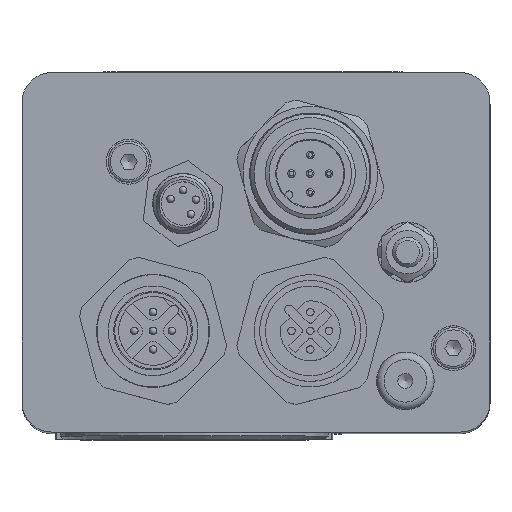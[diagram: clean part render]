
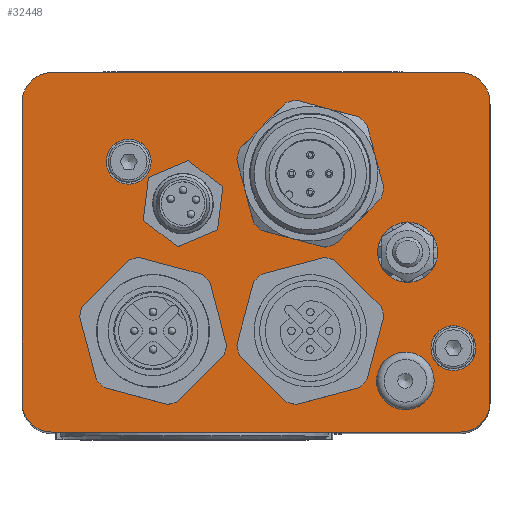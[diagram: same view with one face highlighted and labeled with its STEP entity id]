
A CAD part, top view. The second image highlights one B-rep face of the part: STEP entity #32448.
In plain terms, the highlighted face is planar.
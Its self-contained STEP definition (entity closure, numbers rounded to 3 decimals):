
#1674=FACE_BOUND('',#7457,.T.);
#1675=FACE_BOUND('',#7458,.T.);
#1676=FACE_BOUND('',#7459,.T.);
#1677=FACE_BOUND('',#7460,.T.);
#1678=FACE_BOUND('',#7461,.T.);
#1679=FACE_BOUND('',#7462,.T.);
#1680=FACE_BOUND('',#7463,.T.);
#1681=FACE_BOUND('',#7464,.T.);
#2783=CIRCLE('',#35360,7.55);
#2784=CIRCLE('',#35362,7.55);
#2785=CIRCLE('',#35364,7.55);
#2786=CIRCLE('',#35366,4.1);
#2790=CIRCLE('',#35373,1.73);
#2792=CIRCLE('',#35376,3.15);
#2794=CIRCLE('',#35380,4.);
#2795=CIRCLE('',#35381,4.);
#2796=CIRCLE('',#35382,4.);
#2797=CIRCLE('',#35383,4.);
#2798=CIRCLE('',#35384,3.);
#2799=CIRCLE('',#35385,3.);
#5017=FACE_OUTER_BOUND('',#7456,.T.);
#7456=EDGE_LOOP('',(#29044,#29045,#29046,#29047,#29048,#29049,#29050,#29051));
#7457=EDGE_LOOP('',(#29052));
#7458=EDGE_LOOP('',(#29053));
#7459=EDGE_LOOP('',(#29054));
#7460=EDGE_LOOP('',(#29055));
#7461=EDGE_LOOP('',(#29056));
#7462=EDGE_LOOP('',(#29057));
#7463=EDGE_LOOP('',(#29058));
#7464=EDGE_LOOP('',(#29059));
#10260=LINE('',#57598,#13041);
#10261=LINE('',#57602,#13042);
#10262=LINE('',#57606,#13043);
#10263=LINE('',#57610,#13044);
#13041=VECTOR('',#43907,40.);
#13042=VECTOR('',#43910,54.5);
#13043=VECTOR('',#43913,40.);
#13044=VECTOR('',#43916,54.5);
#16046=VERTEX_POINT('',#57565);
#16047=VERTEX_POINT('',#57568);
#16048=VERTEX_POINT('',#57571);
#16049=VERTEX_POINT('',#57574);
#16053=VERTEX_POINT('',#57585);
#16055=VERTEX_POINT('',#57590);
#16057=VERTEX_POINT('',#57596);
#16058=VERTEX_POINT('',#57597);
#16059=VERTEX_POINT('',#57599);
#16060=VERTEX_POINT('',#57601);
#16061=VERTEX_POINT('',#57603);
#16062=VERTEX_POINT('',#57605);
#16063=VERTEX_POINT('',#57607);
#16064=VERTEX_POINT('',#57609);
#16065=VERTEX_POINT('',#57612);
#16066=VERTEX_POINT('',#57614);
#20405=EDGE_CURVE('',#16046,#16046,#2783,.T.);
#20406=EDGE_CURVE('',#16047,#16047,#2784,.T.);
#20407=EDGE_CURVE('',#16048,#16048,#2785,.T.);
#20408=EDGE_CURVE('',#16049,#16049,#2786,.T.);
#20412=EDGE_CURVE('',#16053,#16053,#2790,.T.);
#20414=EDGE_CURVE('',#16055,#16055,#2792,.T.);
#20416=EDGE_CURVE('',#16057,#16058,#10260,.T.);
#20417=EDGE_CURVE('',#16059,#16057,#2794,.T.);
#20418=EDGE_CURVE('',#16060,#16059,#10261,.T.);
#20419=EDGE_CURVE('',#16061,#16060,#2795,.T.);
#20420=EDGE_CURVE('',#16062,#16061,#10262,.T.);
#20421=EDGE_CURVE('',#16063,#16062,#2796,.T.);
#20422=EDGE_CURVE('',#16064,#16063,#10263,.T.);
#20423=EDGE_CURVE('',#16058,#16064,#2797,.T.);
#20424=EDGE_CURVE('',#16065,#16065,#2798,.T.);
#20425=EDGE_CURVE('',#16066,#16066,#2799,.T.);
#29044=ORIENTED_EDGE('',*,*,#20416,.F.);
#29045=ORIENTED_EDGE('',*,*,#20417,.F.);
#29046=ORIENTED_EDGE('',*,*,#20418,.F.);
#29047=ORIENTED_EDGE('',*,*,#20419,.F.);
#29048=ORIENTED_EDGE('',*,*,#20420,.F.);
#29049=ORIENTED_EDGE('',*,*,#20421,.F.);
#29050=ORIENTED_EDGE('',*,*,#20422,.F.);
#29051=ORIENTED_EDGE('',*,*,#20423,.F.);
#29052=ORIENTED_EDGE('',*,*,#20405,.T.);
#29053=ORIENTED_EDGE('',*,*,#20406,.T.);
#29054=ORIENTED_EDGE('',*,*,#20407,.T.);
#29055=ORIENTED_EDGE('',*,*,#20408,.T.);
#29056=ORIENTED_EDGE('',*,*,#20412,.T.);
#29057=ORIENTED_EDGE('',*,*,#20424,.T.);
#29058=ORIENTED_EDGE('',*,*,#20425,.T.);
#29059=ORIENTED_EDGE('',*,*,#20414,.F.);
#30570=PLANE('',#35379);
#32448=ADVANCED_FACE('',(#5017,#1674,#1675,#1676,#1677,#1678,#1679,#1680,
#1681),#30570,.F.);
#35360=AXIS2_PLACEMENT_3D('',#57566,#43867,#43868);
#35362=AXIS2_PLACEMENT_3D('',#57569,#43871,#43872);
#35364=AXIS2_PLACEMENT_3D('',#57572,#43875,#43876);
#35366=AXIS2_PLACEMENT_3D('',#57575,#43879,#43880);
#35373=AXIS2_PLACEMENT_3D('',#57586,#43893,#43894);
#35376=AXIS2_PLACEMENT_3D('',#57591,#43899,#43900);
#35379=AXIS2_PLACEMENT_3D('',#57595,#43905,#43906);
#35380=AXIS2_PLACEMENT_3D('',#57600,#43908,#43909);
#35381=AXIS2_PLACEMENT_3D('',#57604,#43911,#43912);
#35382=AXIS2_PLACEMENT_3D('',#57608,#43914,#43915);
#35383=AXIS2_PLACEMENT_3D('',#57611,#43917,#43918);
#35384=AXIS2_PLACEMENT_3D('',#57613,#43919,#43920);
#35385=AXIS2_PLACEMENT_3D('',#57615,#43921,#43922);
#43867=DIRECTION('center_axis',(0.,0.,1.));
#43868=DIRECTION('ref_axis',(1.,0.,0.));
#43871=DIRECTION('center_axis',(0.,0.,1.));
#43872=DIRECTION('ref_axis',(1.,0.,0.));
#43875=DIRECTION('center_axis',(0.,0.,1.));
#43876=DIRECTION('ref_axis',(1.,0.,0.));
#43879=DIRECTION('center_axis',(0.,0.,1.));
#43880=DIRECTION('ref_axis',(1.,0.,0.));
#43893=DIRECTION('center_axis',(0.,0.,1.));
#43894=DIRECTION('ref_axis',(1.,0.,0.));
#43899=DIRECTION('center_axis',(0.,0.,-1.));
#43900=DIRECTION('ref_axis',(1.,0.,0.));
#43905=DIRECTION('center_axis',(0.,0.,1.));
#43906=DIRECTION('ref_axis',(1.,0.,0.));
#43907=DIRECTION('',(0.,-1.,0.));
#43908=DIRECTION('center_axis',(0.,0.,1.));
#43909=DIRECTION('ref_axis',(0.,1.,0.));
#43910=DIRECTION('',(-1.,0.,0.));
#43911=DIRECTION('center_axis',(0.,0.,1.));
#43912=DIRECTION('ref_axis',(1.,0.,0.));
#43913=DIRECTION('',(0.,1.,0.));
#43914=DIRECTION('center_axis',(0.,0.,1.));
#43915=DIRECTION('ref_axis',(0.,-1.,0.));
#43916=DIRECTION('',(1.,0.,0.));
#43917=DIRECTION('center_axis',(0.,0.,1.));
#43918=DIRECTION('ref_axis',(-1.,0.,0.));
#43919=DIRECTION('center_axis',(0.,0.,1.));
#43920=DIRECTION('ref_axis',(-1.,0.,0.));
#43921=DIRECTION('center_axis',(0.,0.,1.));
#43922=DIRECTION('ref_axis',(-1.,0.,0.));
#57565=CARTESIAN_POINT('',(30.95,13.5,0.));
#57566=CARTESIAN_POINT('Origin',(38.5,13.5,0.));
#57568=CARTESIAN_POINT('',(30.95,34.5,0.));
#57569=CARTESIAN_POINT('Origin',(38.5,34.5,0.));
#57571=CARTESIAN_POINT('',(9.95,34.5,0.));
#57572=CARTESIAN_POINT('Origin',(17.5,34.5,0.));
#57574=CARTESIAN_POINT('',(17.4,17.5,0.));
#57575=CARTESIAN_POINT('Origin',(21.5,17.5,0.));
#57585=CARTESIAN_POINT('',(49.771,24.,0.));
#57586=CARTESIAN_POINT('Origin',(51.5,24.,0.));
#57590=CARTESIAN_POINT('',(48.05,41.162,0.));
#57591=CARTESIAN_POINT('Origin',(51.2,41.162,0.));
#57595=CARTESIAN_POINT('Origin',(31.25,24.,0.));
#57596=CARTESIAN_POINT('',(0.,44.,0.));
#57597=CARTESIAN_POINT('',(0.,4.,0.));
#57598=CARTESIAN_POINT('',(0.,44.,0.));
#57599=CARTESIAN_POINT('',(4.,48.,0.));
#57600=CARTESIAN_POINT('Origin',(4.,44.,0.));
#57601=CARTESIAN_POINT('',(58.5,48.,0.));
#57602=CARTESIAN_POINT('',(58.5,48.,0.));
#57603=CARTESIAN_POINT('',(62.5,44.,0.));
#57604=CARTESIAN_POINT('Origin',(58.5,44.,0.));
#57605=CARTESIAN_POINT('',(62.5,4.,0.));
#57606=CARTESIAN_POINT('',(62.5,4.,0.));
#57607=CARTESIAN_POINT('',(58.5,0.,0.));
#57608=CARTESIAN_POINT('Origin',(58.5,4.,0.));
#57609=CARTESIAN_POINT('',(4.,0.,0.));
#57610=CARTESIAN_POINT('',(4.,0.,0.));
#57611=CARTESIAN_POINT('Origin',(4.,4.,0.));
#57612=CARTESIAN_POINT('',(11.25,11.892,0.));
#57613=CARTESIAN_POINT('Origin',(14.25,11.892,0.));
#57614=CARTESIAN_POINT('',(54.615,36.8,0.));
#57615=CARTESIAN_POINT('Origin',(57.615,36.8,0.));
